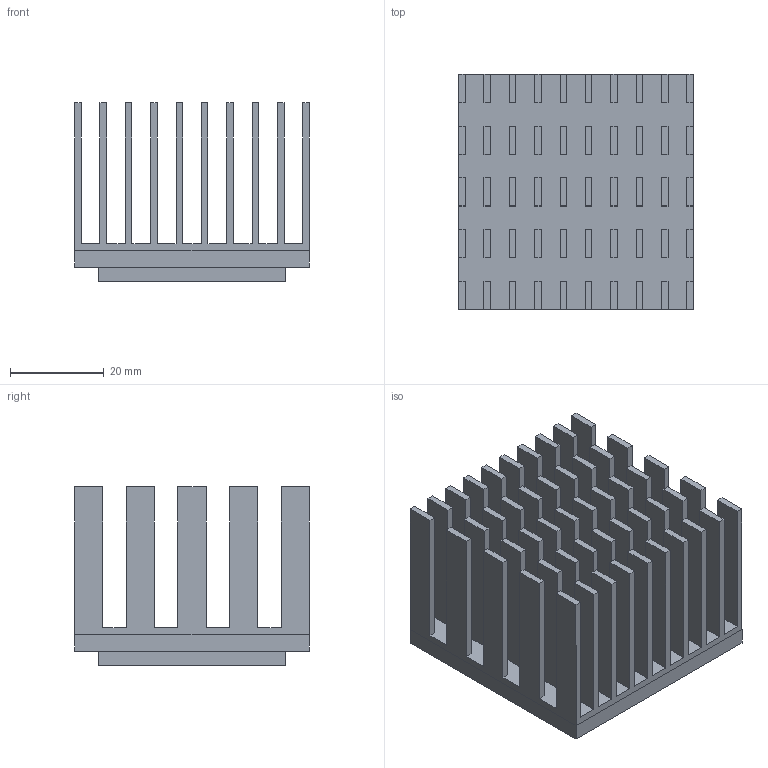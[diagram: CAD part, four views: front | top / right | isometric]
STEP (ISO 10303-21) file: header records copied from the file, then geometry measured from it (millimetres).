
FILE_DESCRIPTION(/* description */ (''),/* implementation_level */ '2;1');
FILE_NAME(/* name */ 'Heat_Sink.stp',/* time_stamp */ '2026-01-15T20:28:22+05:30',/* author */ (''),/* organization */ (''),/* preprocessor_version */ 'ST-DEVELOPER v19.4',/* originating_system */ 'SIEMENS PLM Software NX2306.3001',/* authorisation */ '');
FILE_SCHEMA (('AUTOMOTIVE_DESIGN { 1 0 10303 214 3 1 1 1 }'));
Length unit declared in the file: millimetre
Products named in the file (4): CPU_Die; Cu_Base; AL_Fins; Heat_Sink
Assembly tree (3 placements, depth 2):
  Heat_Sink
    AL_Fins
    Cu_Base
    CPU_Die
Bounding box: 50 x 50 x 38 mm (x, y, z)
Volume: 29900 mm3; surface area: 36880 mm2
Topology: 3 solids, 3 shells, 238 faces, 624 edges, 416 vertices
Faces by surface type: plane 238
Entity records: 7259 total; most frequent: CARTESIAN_POINT 1282, ORIENTED_EDGE 1248, DIRECTION 1108, EDGE_CURVE 624, LINE 624, VECTOR 624, VERTEX_POINT 416, EDGE_LOOP 262
